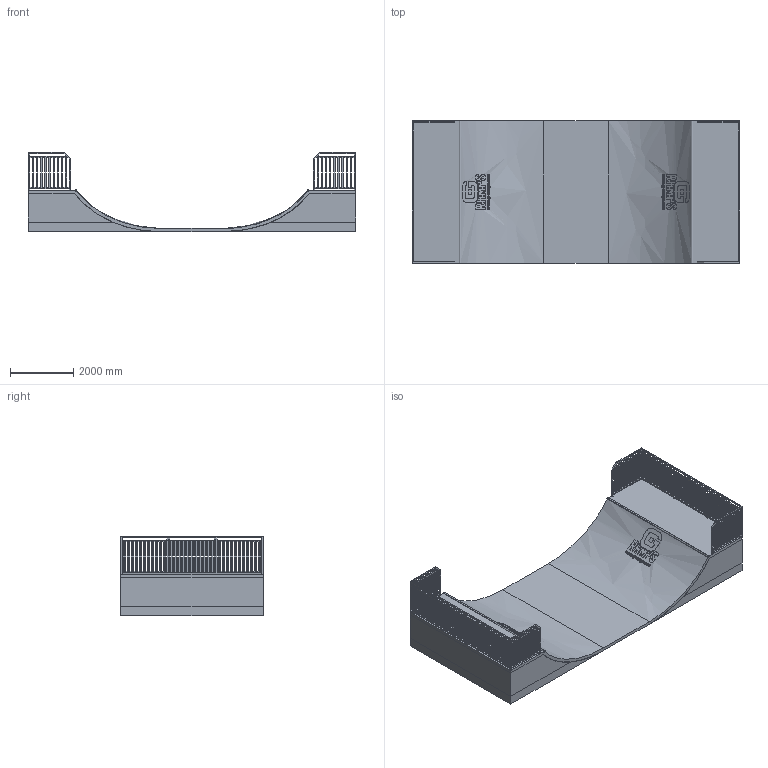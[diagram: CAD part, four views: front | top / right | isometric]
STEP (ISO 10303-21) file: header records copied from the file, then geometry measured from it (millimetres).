
FILE_DESCRIPTION(/* description */ (''),/* implementation_level */ '2;1');
FILE_NAME(/* name */ 'GRAMPS_H120_W450.stp',/* time_stamp */ '2024-07-06T17:36:10+02:00',/* author */ ('muc30'),/* organization */ (''),/* preprocessor_version */ 'ST-DEVELOPER v17',/* originating_system */ 'Autodesk Inventor 2019',/* authorisation */ '');
FILE_SCHEMA (('AUTOMOTIVE_DESIGN { 1 0 10303 214 3 1 1 }'));
Products named in the file (12): GRAMPS_H120_W450; GRAMPS_H120_W4501; GRAMPS_H120_W4502; GRAMPS_H120_W4503; GRAMPS_H120_W4504; GRAMPS_H120_W4505; GRAMPS_H120_W4506; GRAMPS_H120_W4507; GRAMPS_H120_W4508; GRAMPS_H120_W4509; GRAMPS_H120_W45010; GRAMPS_H120_W45011
Assembly tree (11 placements, depth 2):
  GRAMPS_H120_W450
    GRAMPS_H120_W4501
    GRAMPS_H120_W4502
    GRAMPS_H120_W4503
    GRAMPS_H120_W4504
    GRAMPS_H120_W4505
    GRAMPS_H120_W4506
    GRAMPS_H120_W4507
    GRAMPS_H120_W4508
    GRAMPS_H120_W4509
    GRAMPS_H120_W45010
    GRAMPS_H120_W45011
Bounding box: 10325.12 x 4500 x 2500 mm (x, y, z)
Volume: 29701224217.6 mm3; surface area: 289204328 mm2
Topology: 63 solids, 63 shells, 4064 faces, 11808 edges, 7854 vertices
Faces by surface type: plane 3898, cylinder 94, bspline 72
Full cylindrical faces by diameter (mm): 60 x2
Entity records: 139687 total; most frequent: CARTESIAN_POINT 32005, ORIENTED_EDGE 23616, DIRECTION 21084, EDGE_CURVE 11808, VERTEX_POINT 7854, AXIS2_PLACEMENT_3D 7045, LINE 6994, VECTOR 6994
